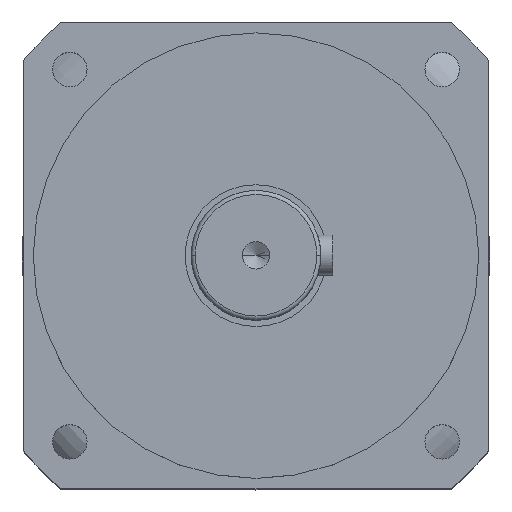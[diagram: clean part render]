
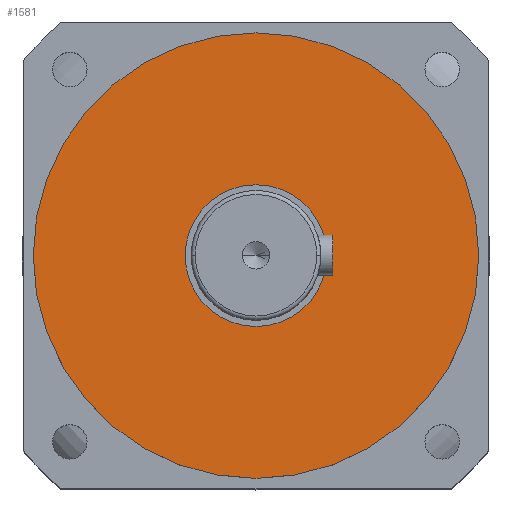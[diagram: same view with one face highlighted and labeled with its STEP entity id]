
A CAD part, top view. The second image highlights one B-rep face of the part: STEP entity #1581.
In plain terms, the highlighted planar face has unit normal (0, 0, 1).
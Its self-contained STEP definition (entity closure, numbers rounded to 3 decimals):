
#349 = ORIENTED_EDGE ( 'NONE', *, *, #7421, .F. ) ;
#394 = CARTESIAN_POINT ( 'NONE',  ( -17.5, 0., -53. ) ) ;
#957 = CARTESIAN_POINT ( 'NONE',  ( 0., 0., -53. ) ) ;
#1133 = AXIS2_PLACEMENT_3D ( 'NONE', #5787, #1642, #6482 ) ;
#1406 = VERTEX_POINT ( 'NONE', #394 ) ;
#1425 = VERTEX_POINT ( 'NONE', #6615 ) ;
#1446 = ORIENTED_EDGE ( 'NONE', *, *, #3333, .T. ) ;
#1581 = ADVANCED_FACE ( 'NONE', ( #2500, #6715 ), #5711, .F. ) ;
#1592 = CARTESIAN_POINT ( 'NONE',  ( 0., 0., -53. ) ) ;
#1615 = VERTEX_POINT ( 'NONE', #3667 ) ;
#1642 = DIRECTION ( 'NONE',  ( 0., 0., 1. ) ) ;
#1657 = DIRECTION ( 'NONE',  ( 1., 0., 0. ) ) ;
#2096 = CARTESIAN_POINT ( 'NONE',  ( 0., 0., -53. ) ) ;
#2263 = DIRECTION ( 'NONE',  ( -1., 0., 0. ) ) ;
#2279 = DIRECTION ( 'NONE',  ( 1., 0., 0. ) ) ;
#2500 = FACE_BOUND ( 'NONE', #8004, .T. ) ;
#2799 = DIRECTION ( 'NONE',  ( 1., 0., 0. ) ) ;
#3180 = VERTEX_POINT ( 'NONE', #6981 ) ;
#3333 = EDGE_CURVE ( 'NONE', #1615, #1425, #5023, .T. ) ;
#3405 = EDGE_CURVE ( 'NONE', #1425, #1615, #4598, .T. ) ;
#3631 = CARTESIAN_POINT ( 'NONE',  ( 0., 55., -53. ) ) ;
#3667 = CARTESIAN_POINT ( 'NONE',  ( 55., 0., -53. ) ) ;
#3873 = CIRCLE ( 'NONE', #5580, 17.5 ) ;
#4598 = CIRCLE ( 'NONE', #1133, 55. ) ;
#4928 = ORIENTED_EDGE ( 'NONE', *, *, #3405, .T. ) ;
#5023 = CIRCLE ( 'NONE', #7363, 55. ) ;
#5141 = EDGE_LOOP ( 'NONE', ( #1446, #4928 ) ) ;
#5580 = AXIS2_PLACEMENT_3D ( 'NONE', #2096, #6949, #2799 ) ;
#5711 = PLANE ( 'NONE',  #8827 ) ;
#5787 = CARTESIAN_POINT ( 'NONE',  ( 0., 0., -53. ) ) ;
#5800 = DIRECTION ( 'NONE',  ( 0., 0., 1. ) ) ;
#6106 = EDGE_CURVE ( 'NONE', #3180, #1406, #6367, .T. ) ;
#6367 = CIRCLE ( 'NONE', #8989, 17.5 ) ;
#6398 = DIRECTION ( 'NONE',  ( 0., 0., -1. ) ) ;
#6418 = DIRECTION ( 'NONE',  ( 0., 0., 1. ) ) ;
#6482 = DIRECTION ( 'NONE',  ( 1., 0., 0. ) ) ;
#6615 = CARTESIAN_POINT ( 'NONE',  ( -55., 0., -53. ) ) ;
#6715 = FACE_OUTER_BOUND ( 'NONE', #5141, .T. ) ;
#6949 = DIRECTION ( 'NONE',  ( 0., 0., 1. ) ) ;
#6981 = CARTESIAN_POINT ( 'NONE',  ( 17.5, 0., -53. ) ) ;
#7363 = AXIS2_PLACEMENT_3D ( 'NONE', #1592, #6418, #2279 ) ;
#7421 = EDGE_CURVE ( 'NONE', #1406, #3180, #3873, .T. ) ;
#7804 = ORIENTED_EDGE ( 'NONE', *, *, #6106, .F. ) ;
#8004 = EDGE_LOOP ( 'NONE', ( #7804, #349 ) ) ;
#8827 = AXIS2_PLACEMENT_3D ( 'NONE', #3631, #6398, #2263 ) ;
#8989 = AXIS2_PLACEMENT_3D ( 'NONE', #957, #5800, #1657 ) ;
